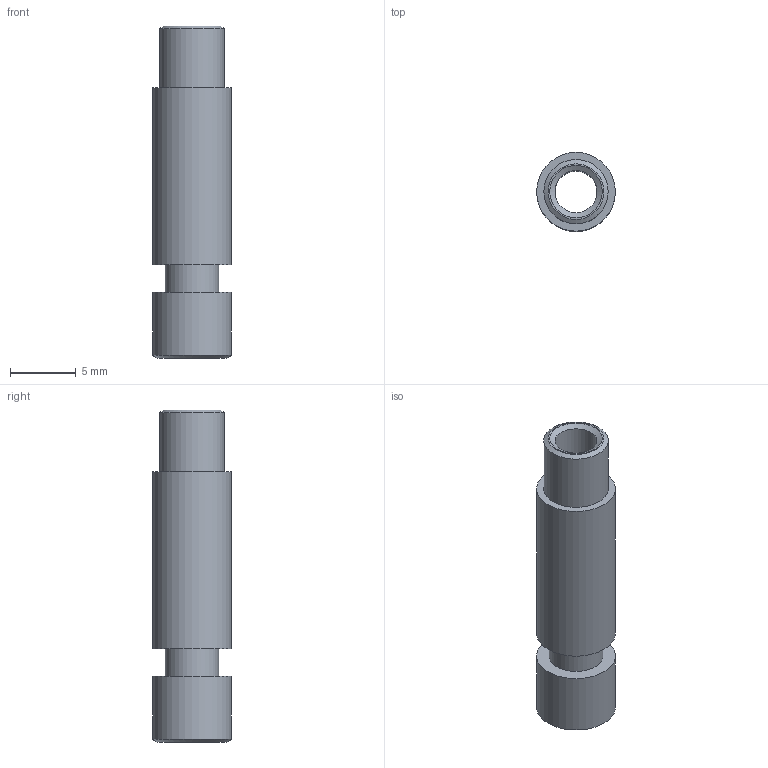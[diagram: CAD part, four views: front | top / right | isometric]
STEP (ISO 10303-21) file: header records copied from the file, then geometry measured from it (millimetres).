
FILE_DESCRIPTION(/* description */ (''),/* implementation_level */ '2;1');
FILE_NAME(/* name */ 'V6 3mm Break.stp',/* time_stamp */ '2017-12-18T10:46:53+00:00',/* author */ ('Rory'),/* organization */ (''),/* preprocessor_version */ 'ST-DEVELOPER v15.6',/* originating_system */ 'Autodesk Inventor 2015',/* authorisation */ '');
FILE_SCHEMA (('AUTOMOTIVE_DESIGN { 1 0 10303 214 3 1 1 }'));
Length unit declared in the file: millimetre
Products named in the file (1): V6.5 Heatbreak 3mm
Bounding box: 6 x 6 x 25.3 mm (x, y, z)
Volume: 434.1 mm3; surface area: 765.2 mm2
Topology: 1 solids, 1 shells, 14 faces, 23 edges, 14 vertices
Faces by surface type: cylinder 5, plane 5, cone 4
Full cylindrical faces by diameter (mm): 3.2 x1, 4.1 x1, 4.9 x1, 6 x2
Entity records: 312 total; most frequent: DIRECTION 58, CARTESIAN_POINT 43, AXIS2_PLACEMENT_3D 29, EDGE_LOOP 28, ORIENTED_EDGE 28, FACE_BOUND 14, FACE_OUTER_BOUND 14, CIRCLE 14
